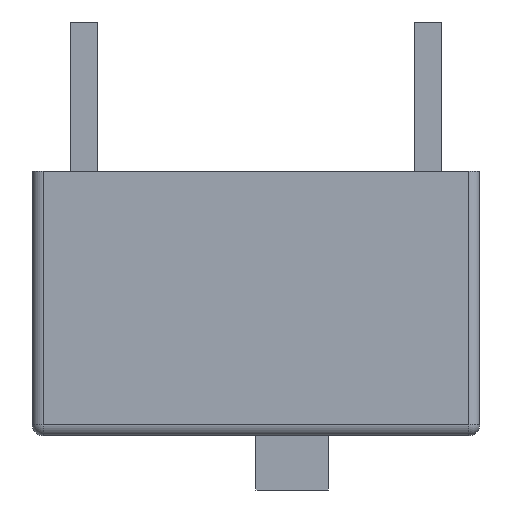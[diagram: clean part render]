
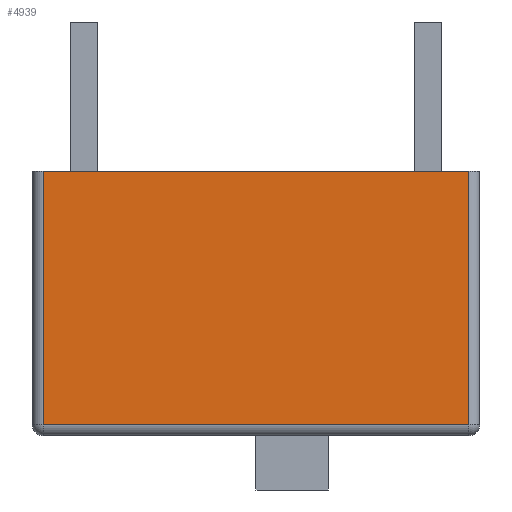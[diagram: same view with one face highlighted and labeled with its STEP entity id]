
A CAD part, left-side view. The second image highlights one B-rep face of the part: STEP entity #4939.
In plain terms, the highlighted planar face has unit normal (-1, 0, 0).
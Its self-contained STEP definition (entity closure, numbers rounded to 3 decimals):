
#246 = CARTESIAN_POINT ( 'NONE',  ( -10.84, 4.95, 5.85 ) ) ;
#274 = ORIENTED_EDGE ( 'NONE', *, *, #2411, .F. ) ;
#407 = DIRECTION ( 'NONE',  ( 0., 0., -1. ) ) ;
#447 = VECTOR ( 'NONE', #407, 1000. ) ;
#476 = VERTEX_POINT ( 'NONE', #6074 ) ;
#650 = LINE ( 'NONE', #5856, #2030 ) ;
#990 = EDGE_LOOP ( 'NONE', ( #1710, #5487, #274, #5072 ) ) ;
#1119 = VERTEX_POINT ( 'NONE', #5667 ) ;
#1367 = CARTESIAN_POINT ( 'NONE',  ( -10.84, -4.7, 5.85 ) ) ;
#1696 = CARTESIAN_POINT ( 'NONE',  ( -10.84, -4.95, 0.25 ) ) ;
#1710 = ORIENTED_EDGE ( 'NONE', *, *, #5970, .T. ) ;
#1718 = VECTOR ( 'NONE', #4349, 1000. ) ;
#1904 = LINE ( 'NONE', #5857, #2601 ) ;
#1940 = CARTESIAN_POINT ( 'NONE',  ( -10.84, 4.7, 5.85 ) ) ;
#1971 = DIRECTION ( 'NONE',  ( 0., 0., 1. ) ) ;
#1972 = LINE ( 'NONE', #2843, #447 ) ;
#2030 = VECTOR ( 'NONE', #1971, 1000. ) ;
#2272 = DIRECTION ( 'NONE',  ( 0., 1., 0. ) ) ;
#2322 = VERTEX_POINT ( 'NONE', #1367 ) ;
#2411 = EDGE_CURVE ( 'NONE', #5259, #2322, #1904, .T. ) ;
#2601 = VECTOR ( 'NONE', #5384, 1000. ) ;
#2786 = EDGE_CURVE ( 'NONE', #5259, #476, #1972, .T. ) ;
#2843 = CARTESIAN_POINT ( 'NONE',  ( -10.84, 4.7, 0. ) ) ;
#3200 = LINE ( 'NONE', #1696, #1718 ) ;
#4205 = FACE_OUTER_BOUND ( 'NONE', #990, .T. ) ;
#4349 = DIRECTION ( 'NONE',  ( 0., -1., 0. ) ) ;
#4509 = EDGE_CURVE ( 'NONE', #1119, #2322, #650, .T. ) ;
#4939 = ADVANCED_FACE ( 'NONE', ( #4205 ), #6196, .F. ) ;
#5072 = ORIENTED_EDGE ( 'NONE', *, *, #2786, .T. ) ;
#5259 = VERTEX_POINT ( 'NONE', #1940 ) ;
#5384 = DIRECTION ( 'NONE',  ( 0., -1., 0. ) ) ;
#5487 = ORIENTED_EDGE ( 'NONE', *, *, #4509, .T. ) ;
#5667 = CARTESIAN_POINT ( 'NONE',  ( -10.84, -4.7, 0.25 ) ) ;
#5683 = DIRECTION ( 'NONE',  ( 1., 0., 0. ) ) ;
#5856 = CARTESIAN_POINT ( 'NONE',  ( -10.84, -4.7, 5.85 ) ) ;
#5857 = CARTESIAN_POINT ( 'NONE',  ( -10.84, 4.95, 5.85 ) ) ;
#5863 = AXIS2_PLACEMENT_3D ( 'NONE', #246, #5683, #2272 ) ;
#5970 = EDGE_CURVE ( 'NONE', #476, #1119, #3200, .T. ) ;
#6074 = CARTESIAN_POINT ( 'NONE',  ( -10.84, 4.7, 0.25 ) ) ;
#6196 = PLANE ( 'NONE',  #5863 ) ;
